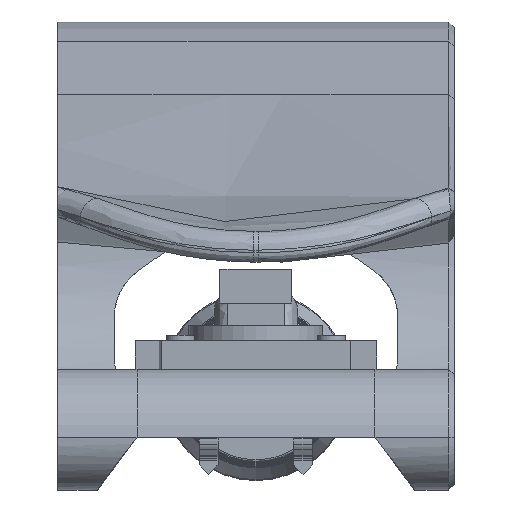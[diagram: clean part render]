
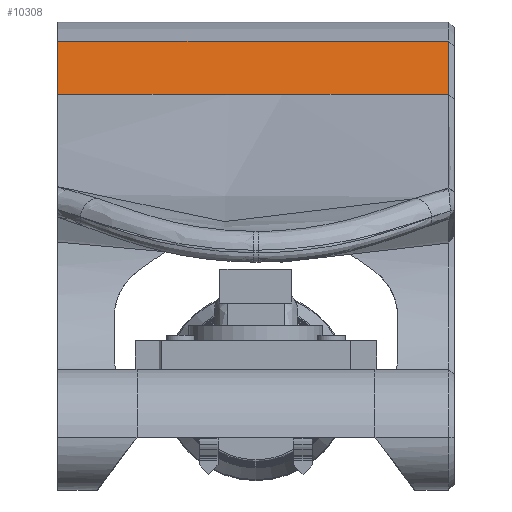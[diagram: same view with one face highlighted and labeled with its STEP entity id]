
A CAD part, left-side view. The second image highlights one B-rep face of the part: STEP entity #10308.
In plain terms, the highlighted planar face has unit normal (-0.423, 0, 0.906).
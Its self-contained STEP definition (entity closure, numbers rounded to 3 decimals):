
#1645=FACE_OUTER_BOUND('',#2281,.T.);
#2281=EDGE_LOOP('',(#7489,#7490,#7491,#7492,#7493,#7494));
#2907=LINE('',#16933,#3564);
#2931=LINE('',#17335,#3588);
#2932=LINE('',#17337,#3589);
#2933=LINE('',#17339,#3590);
#2943=LINE('',#17817,#3600);
#3007=LINE('',#18111,#3664);
#3564=VECTOR('',#12083,10.);
#3588=VECTOR('',#12181,10.);
#3589=VECTOR('',#12182,10.);
#3590=VECTOR('',#12183,10.);
#3600=VECTOR('',#12227,10.);
#3664=VECTOR('',#12417,10.);
#4260=VERTEX_POINT('',#16888);
#4264=VERTEX_POINT('',#16931);
#4306=VERTEX_POINT('',#17334);
#4307=VERTEX_POINT('',#17336);
#4308=VERTEX_POINT('',#17338);
#4329=VERTEX_POINT('',#17816);
#5323=EDGE_CURVE('',#4264,#4260,#2907,.T.);
#5389=EDGE_CURVE('',#4260,#4306,#2931,.T.);
#5390=EDGE_CURVE('',#4306,#4307,#2932,.T.);
#5391=EDGE_CURVE('',#4307,#4308,#2933,.T.);
#5432=EDGE_CURVE('',#4308,#4329,#2943,.T.);
#5522=EDGE_CURVE('',#4264,#4329,#3007,.T.);
#7489=ORIENTED_EDGE('',*,*,#5323,.F.);
#7490=ORIENTED_EDGE('',*,*,#5522,.T.);
#7491=ORIENTED_EDGE('',*,*,#5432,.F.);
#7492=ORIENTED_EDGE('',*,*,#5391,.F.);
#7493=ORIENTED_EDGE('',*,*,#5390,.F.);
#7494=ORIENTED_EDGE('',*,*,#5389,.F.);
#9993=PLANE('',#11017);
#10308=ADVANCED_FACE('',(#1645),#9993,.T.);
#11017=AXIS2_PLACEMENT_3D('',#18110,#12415,#12416);
#12083=DIRECTION('',(-0.906,0.,-0.423));
#12181=DIRECTION('',(0.,1.,0.));
#12182=DIRECTION('',(0.,1.,0.));
#12183=DIRECTION('',(0.,1.,0.));
#12227=DIRECTION('',(0.906,0.,0.423));
#12415=DIRECTION('center_axis',(-0.423,0.,
0.906));
#12416=DIRECTION('ref_axis',(0.906,0.,0.423));
#12417=DIRECTION('',(0.,1.,0.));
#16888=CARTESIAN_POINT('',(-5.035,-23.5,41.959));
#16931=CARTESIAN_POINT('',(0.992,-23.5,44.769));
#16933=CARTESIAN_POINT('',(-9.003,-23.5,40.108));
#17334=CARTESIAN_POINT('',(-5.035,-14.715,41.959));
#17335=CARTESIAN_POINT('',(-5.035,-23.8,41.959));
#17336=CARTESIAN_POINT('',(-5.035,-11.885,41.959));
#17337=CARTESIAN_POINT('',(-5.035,-23.8,41.959));
#17338=CARTESIAN_POINT('',(-5.035,-2.8,41.959));
#17339=CARTESIAN_POINT('',(-5.035,-23.8,41.959));
#17816=CARTESIAN_POINT('',(0.992,-2.8,44.769));
#17817=CARTESIAN_POINT('',(0.992,-2.8,44.769));
#18110=CARTESIAN_POINT('Origin',(-5.035,-23.8,41.959));
#18111=CARTESIAN_POINT('',(0.992,-23.8,44.769));
